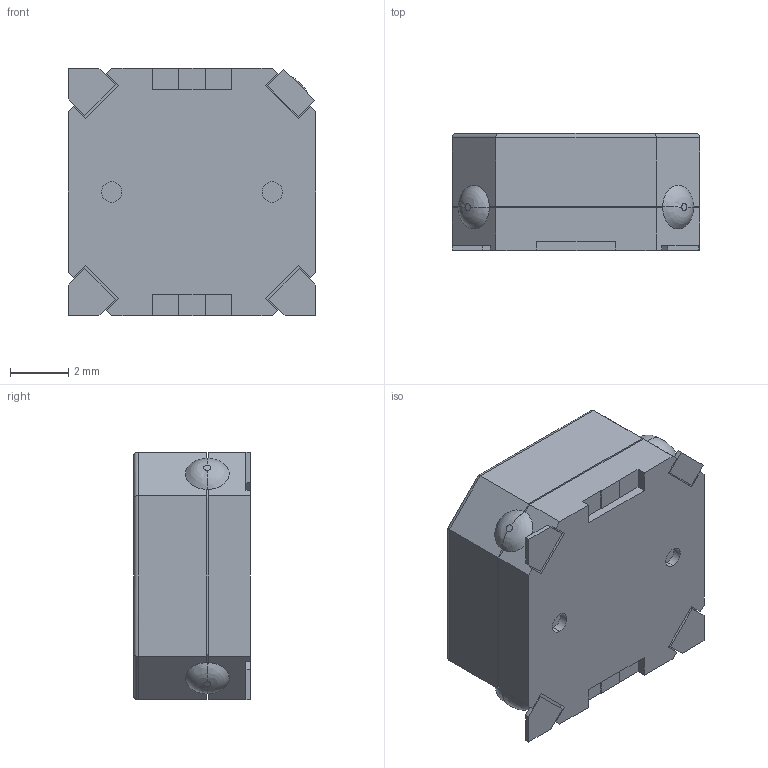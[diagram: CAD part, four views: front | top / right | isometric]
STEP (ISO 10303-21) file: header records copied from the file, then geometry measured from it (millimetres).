
FILE_DESCRIPTION (( 'STEP AP214' ), '1' );
FILE_NAME ('CUI_DEVICES_CMT-8540S-SMT-TR.step', '2019-10-20T21:38:06', ( '' ), ( '' ), 'SwSTEP 2.0', 'SolidWorks 2019', '' );
FILE_SCHEMA (( 'AUTOMOTIVE_DESIGN' ));
Length unit declared in the file: inch
Products named in the file (1): CUI_DEVICES_CMT-8540S-SMT-TR
Bounding box: 8.5 x 4 x 8.5 mm (x, y, z)
Volume: 217.6 mm3; surface area: 391.3 mm2
Topology: 1 solids, 1 shells, 145 faces, 395 edges, 252 vertices
Faces by surface type: plane 113, cylinder 18, bspline 12, torus 2
Entity records: 6515 total; most frequent: CARTESIAN_POINT 1387, ORIENTED_EDGE 790, DIRECTION 647, EDGE_CURVE 395, VECTOR 315, LINE 315, VERTEX_POINT 252, AXIS2_PLACEMENT_3D 166
